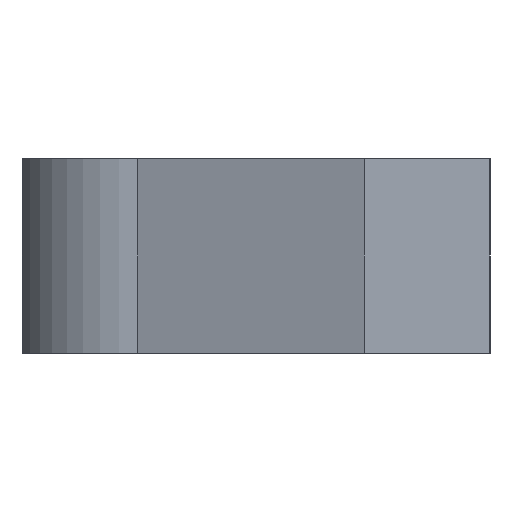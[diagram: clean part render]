
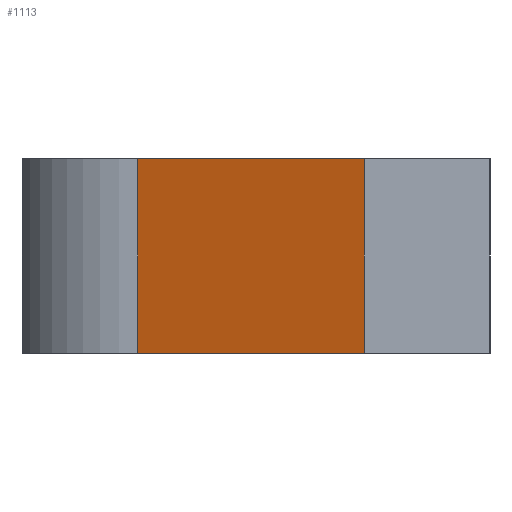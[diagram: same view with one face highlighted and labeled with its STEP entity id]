
A CAD part, left-side view. The second image highlights one B-rep face of the part: STEP entity #1113.
In plain terms, the highlighted face is planar.
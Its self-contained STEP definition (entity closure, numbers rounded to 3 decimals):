
#37=FACE_OUTER_BOUND('',#93,.T.);
#93=EDGE_LOOP('',(#871,#872,#873,#874));
#142=LINE('',#1532,#300);
#193=LINE('',#1637,#351);
#204=LINE('',#1664,#362);
#253=LINE('',#1760,#411);
#300=VECTOR('',#1246,10.);
#351=VECTOR('',#1303,10.);
#362=VECTOR('',#1330,10.);
#411=VECTOR('',#1387,10.);
#457=VERTEX_POINT('',#1529);
#458=VERTEX_POINT('',#1531);
#509=VERTEX_POINT('',#1635);
#517=VERTEX_POINT('',#1663);
#566=EDGE_CURVE('',#457,#458,#142,.T.);
#619=EDGE_CURVE('',#457,#509,#193,.T.);
#632=EDGE_CURVE('',#458,#517,#204,.T.);
#681=EDGE_CURVE('',#509,#517,#253,.T.);
#871=ORIENTED_EDGE('',*,*,#619,.T.);
#872=ORIENTED_EDGE('',*,*,#681,.T.);
#873=ORIENTED_EDGE('',*,*,#632,.F.);
#874=ORIENTED_EDGE('',*,*,#566,.F.);
#1057=PLANE('',#1188);
#1113=ADVANCED_FACE('',(#37),#1057,.T.);
#1188=AXIS2_PLACEMENT_3D('',#1759,#1385,#1386);
#1246=DIRECTION('',(0.,1.,0.));
#1303=DIRECTION('',(0.342,0.,0.94));
#1330=DIRECTION('',(0.342,0.,0.94));
#1385=DIRECTION('center_axis',(-0.94,0.,0.342));
#1386=DIRECTION('ref_axis',(0.342,0.,0.94));
#1387=DIRECTION('',(0.,1.,0.));
#1529=CARTESIAN_POINT('',(-48.593,-2.9,-3.75));
#1531=CARTESIAN_POINT('',(-48.593,2.9,-3.75));
#1532=CARTESIAN_POINT('',(-48.593,-2.9,-3.75));
#1635=CARTESIAN_POINT('',(-46.136,-2.9,3.));
#1637=CARTESIAN_POINT('',(-48.593,-2.9,-3.75));
#1663=CARTESIAN_POINT('',(-46.136,2.9,3.));
#1664=CARTESIAN_POINT('',(-48.593,2.9,-3.75));
#1759=CARTESIAN_POINT('Origin',(-48.593,-2.9,-3.75));
#1760=CARTESIAN_POINT('',(-46.136,-2.9,3.));
